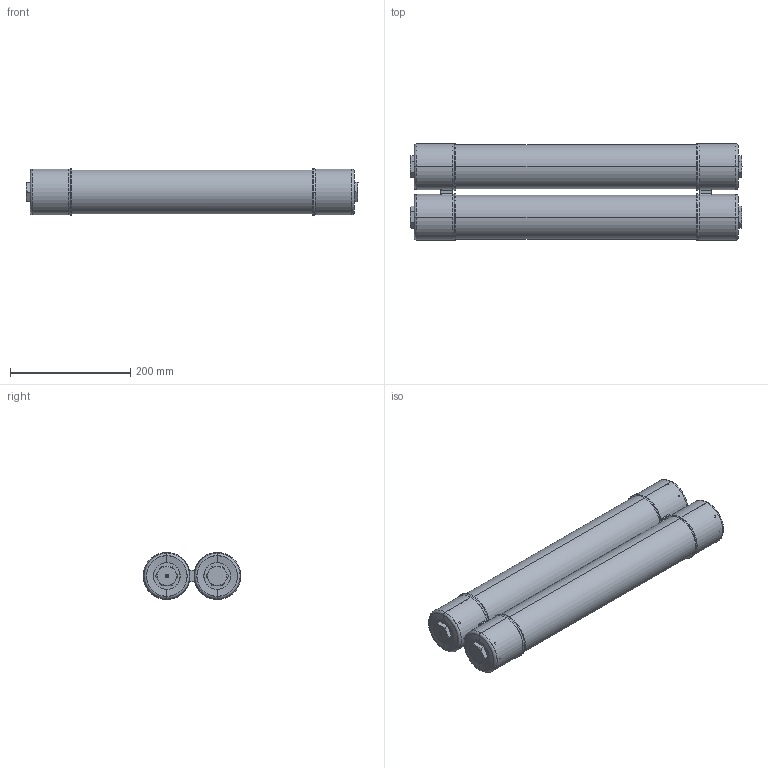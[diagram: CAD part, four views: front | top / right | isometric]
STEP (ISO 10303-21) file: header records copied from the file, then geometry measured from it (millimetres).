
FILE_DESCRIPTION (( 'STEP AP214' ), '1' );
FILE_NAME ('701182.STEP', '2024-05-17T17:03:01', ( '' ), ( '' ), 'SwSTEP 2.0', 'SolidWorks 2021', '' );
FILE_SCHEMA (( 'AUTOMOTIVE_DESIGN' ));
Length unit declared in the file: inch
Products named in the file (1): 701182
Bounding box: 553.21 x 162.86 x 78.74 mm (x, y, z)
Volume: 908154.5 mm3; surface area: 659237.2 mm2
Topology: 25 solids, 25 shells, 549 faces, 1378 edges, 875 vertices
Faces by surface type: cylinder 226, plane 177, torus 68, cone 68, sphere 6, bspline 4
Entity records: 27685 total; most frequent: CARTESIAN_POINT 7079, ORIENTED_EDGE 2740, DIRECTION 2726, EDGE_CURVE 1370, AXIS2_PLACEMENT_3D 1094, VERTEX_POINT 871, EDGE_LOOP 631, UNCERTAINTY_MEASURE_WITH_UNIT 576
